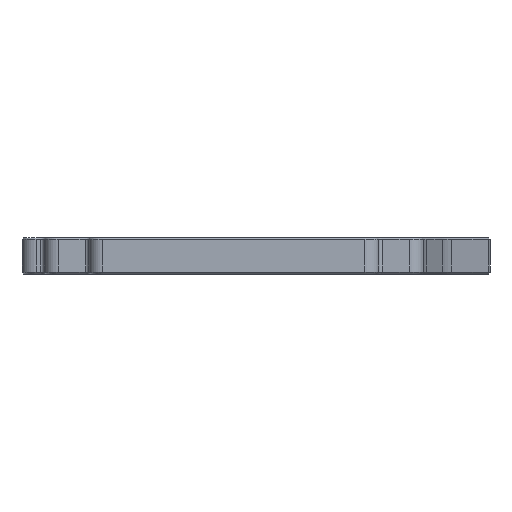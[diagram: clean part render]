
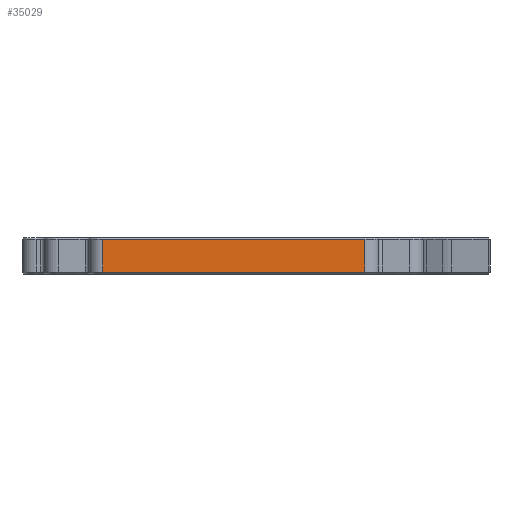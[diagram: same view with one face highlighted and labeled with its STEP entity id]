
A CAD part, left-side view. The second image highlights one B-rep face of the part: STEP entity #35029.
In plain terms, the highlighted planar face has unit normal (-1, 0, 0).
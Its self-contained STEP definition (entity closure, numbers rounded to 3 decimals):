
#33780 = VERTEX_POINT('',#33781);
#33781 = CARTESIAN_POINT('',(-21.5,66.,0.4));
#33805 = VERTEX_POINT('',#33806);
#33806 = CARTESIAN_POINT('',(-21.5,10.,0.4));
#33814 = EDGE_CURVE('',#33805,#33780,#33815,.T.);
#33815 = LINE('',#33816,#33817);
#33816 = CARTESIAN_POINT('',(-21.5,10.,0.4));
#33817 = VECTOR('',#33818,1.);
#33818 = DIRECTION('',(0.,1.,0.));
#35008 = EDGE_CURVE('',#33780,#35009,#35011,.T.);
#35009 = VERTEX_POINT('',#35010);
#35010 = CARTESIAN_POINT('',(-21.5,66.,7.4));
#35011 = LINE('',#35012,#35013);
#35012 = CARTESIAN_POINT('',(-21.5,66.,0.));
#35013 = VECTOR('',#35014,1.);
#35014 = DIRECTION('',(0.,0.,1.));
#35029 = ADVANCED_FACE('',(#35030),#35048,.F.);
#35030 = FACE_BOUND('',#35031,.F.);
#35031 = EDGE_LOOP('',(#35032,#35040,#35041,#35042));
#35032 = ORIENTED_EDGE('',*,*,#35033,.F.);
#35033 = EDGE_CURVE('',#33805,#35034,#35036,.T.);
#35034 = VERTEX_POINT('',#35035);
#35035 = CARTESIAN_POINT('',(-21.5,10.,7.4));
#35036 = LINE('',#35037,#35038);
#35037 = CARTESIAN_POINT('',(-21.5,10.,0.));
#35038 = VECTOR('',#35039,1.);
#35039 = DIRECTION('',(0.,0.,1.));
#35040 = ORIENTED_EDGE('',*,*,#33814,.T.);
#35041 = ORIENTED_EDGE('',*,*,#35008,.T.);
#35042 = ORIENTED_EDGE('',*,*,#35043,.F.);
#35043 = EDGE_CURVE('',#35034,#35009,#35044,.T.);
#35044 = LINE('',#35045,#35046);
#35045 = CARTESIAN_POINT('',(-21.5,10.,7.4));
#35046 = VECTOR('',#35047,1.);
#35047 = DIRECTION('',(0.,1.,0.));
#35048 = PLANE('',#35049);
#35049 = AXIS2_PLACEMENT_3D('',#35050,#35051,#35052);
#35050 = CARTESIAN_POINT('',(-21.5,66.,0.));
#35051 = DIRECTION('',(1.,0.,0.));
#35052 = DIRECTION('',(0.,-1.,0.));
